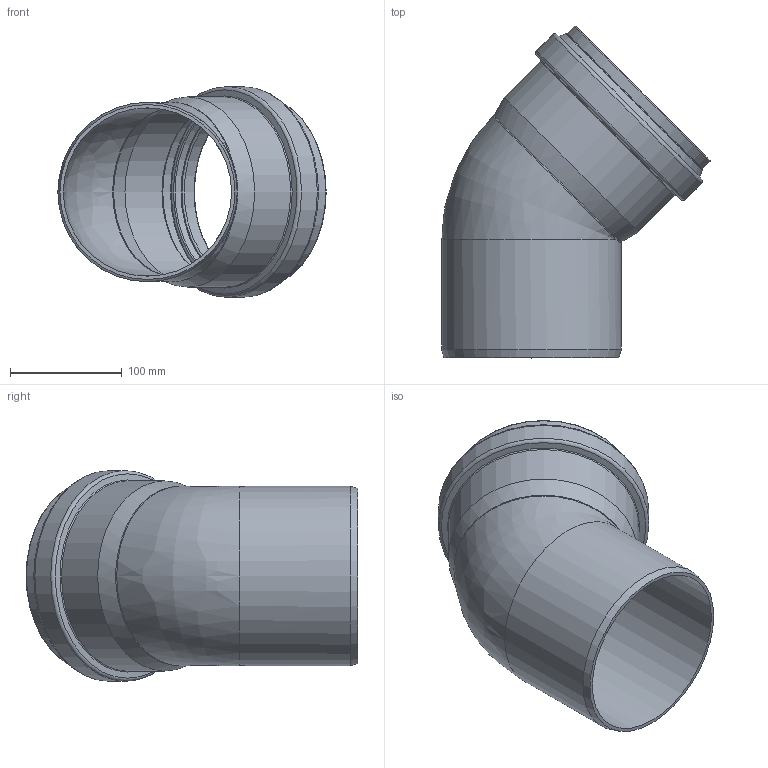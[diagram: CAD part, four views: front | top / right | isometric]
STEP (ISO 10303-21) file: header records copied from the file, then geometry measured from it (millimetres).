
FILE_DESCRIPTION(/* description */ (''),/* implementation_level */ '2;1');
FILE_NAME(/* name */ '337120 SKOLANsafeB Bogen DN_OD 160_45°.stp',/* time_stamp */ '2018-01-09T14:18:39+01:00',/* author */ ('user1'),/* organization */ (''),/* preprocessor_version */ 'ST-DEVELOPER v16.1',/* originating_system */ 'Autodesk Inventor 2016',/* authorisation */ '');
FILE_SCHEMA (('AUTOMOTIVE_DESIGN { 1 0 10303 214 3 1 1 }'));
Length unit declared in the file: millimetre
Products named in the file (1): 337120 SKOLANsafeB Bogen DN_OD 160_45°
Bounding box: 239.96 x 296.81 x 188.4 mm (x, y, z)
Volume: 649212.5 mm3; surface area: 295357.2 mm2
Topology: 1 solids, 1 shells, 42 faces, 87 edges, 46 vertices
Faces by surface type: torus 14, cone 11, cylinder 11, bspline 3, plane 3
Full cylindrical faces by diameter (mm): 150.5 x2, 160.3 x1, 161 x1, 162.2 x2, 170 x1, 171.2 x1, 179.4 x1, 188.4 x1
Entity records: 1036 total; most frequent: CARTESIAN_POINT 292, DIRECTION 162, ORIENTED_EDGE 94, AXIS2_PLACEMENT_3D 81, EDGE_LOOP 80, EDGE_CURVE 47, VERTEX_POINT 43, FACE_OUTER_BOUND 42
